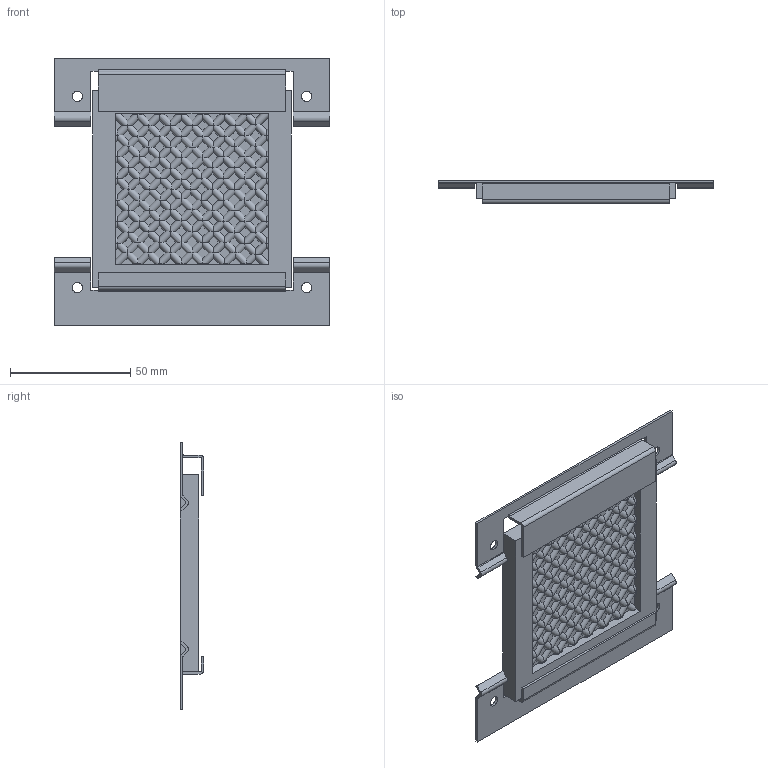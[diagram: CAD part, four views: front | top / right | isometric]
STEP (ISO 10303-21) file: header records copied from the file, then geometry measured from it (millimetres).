
FILE_DESCRIPTION (( 'STEP AP203' ), '1' );
FILE_NAME ('SCE-FLT33.step', '2021-02-09T22:16:43', ( 'ADC123' ), ( 'Microsoft' ), 'SwSTEP 2.0', 'SolidWorks 2019', '' );
FILE_SCHEMA (( 'CONFIG_CONTROL_DESIGN' ));
Length unit declared in the file: inch
Products named in the file (1): SCE-FLT33
Bounding box: 114.3 x 9.75 x 111.25 mm (x, y, z)
Volume: 36080 mm3; surface area: 33334.2 mm2
Topology: 3 solids, 3 shells, 810 faces, 2180 edges, 1378 vertices
Faces by surface type: cylinder 516, plane 294
Full cylindrical faces by diameter (mm): 4.216 x4
Entity records: 24643 total; most frequent: CARTESIAN_POINT 7317, ORIENTED_EDGE 4352, DIRECTION 2870, EDGE_CURVE 2176, VERTEX_POINT 1378, LINE 1136, VECTOR 1136, AXIS2_PLACEMENT_3D 867
